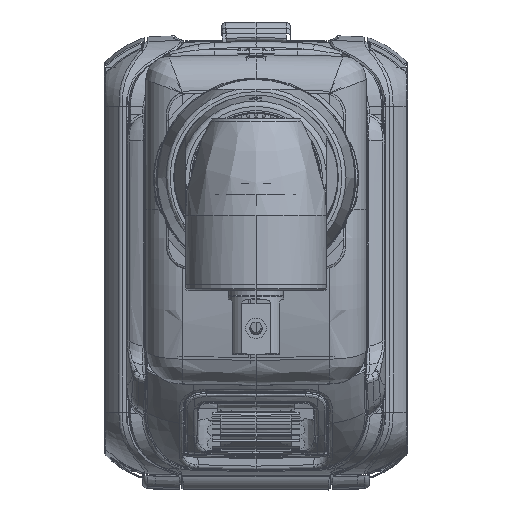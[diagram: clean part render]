
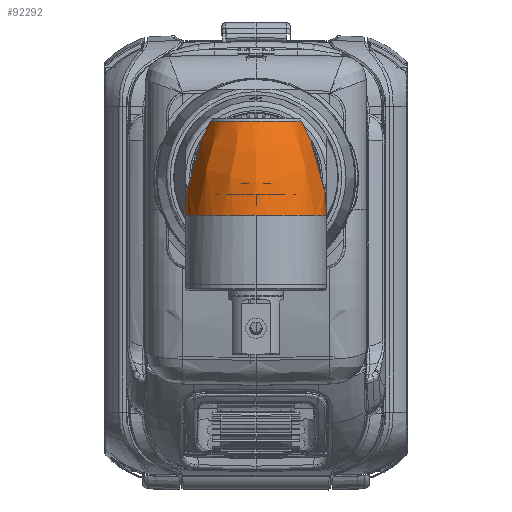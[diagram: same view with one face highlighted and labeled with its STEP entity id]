
A CAD part, top view. The second image highlights one B-rep face of the part: STEP entity #92292.
In plain terms, the highlighted free-form (B-spline) face has degree [3, 3] with [7, 4] control points.
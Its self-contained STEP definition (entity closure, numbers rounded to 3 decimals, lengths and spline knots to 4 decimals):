
#82832=CARTESIAN_POINT('',(0.,0.584,7.6767));
#82833=DIRECTION('',(0.,1.,0.));
#82834=DIRECTION('',(-0.738,0.,-0.675));
#82835=AXIS2_PLACEMENT_3D('',#82832,#82833,#82834);
#82842=CARTESIAN_POINT('',(0.,-0.416,7.6767));
#82843=DIRECTION('',(0.,1.,0.));
#82844=DIRECTION('',(0.,0.,1.));
#82845=AXIS2_PLACEMENT_3D('',#82842,#82843,#82844);
#82910=CARTESIAN_POINT('',(0.,-0.416,7.6767));
#82911=DIRECTION('',(0.,-1.,0.));
#82912=DIRECTION('',(0.,0.,1.));
#82913=AXIS2_PLACEMENT_3D('',#82910,#82911,#82912);
#83061=CARTESIAN_POINT('',(0.3583,0.584,
7.3487));
#83062=CARTESIAN_POINT('',(0.3843,0.5646,
7.3605));
#83063=CARTESIAN_POINT('',(0.4309,0.5243,
7.3845));
#83064=CARTESIAN_POINT('',(0.4858,0.4645,
7.4175));
#83065=CARTESIAN_POINT('',(0.5301,0.4057,
7.4465));
#83066=CARTESIAN_POINT('',(0.5655,0.3487,
7.4693));
#83067=CARTESIAN_POINT('',(0.5938,0.2936,
7.4849));
#83068=CARTESIAN_POINT('',(0.6179,0.2365,
7.4928));
#83069=CARTESIAN_POINT('',(0.6387,0.1734,
7.4902));
#83070=CARTESIAN_POINT('',(0.6546,0.1056,
7.4746));
#83071=CARTESIAN_POINT('',(0.6646,0.0344,
7.4474));
#83072=CARTESIAN_POINT('',(0.6682,-0.0423,
7.41));
#83073=CARTESIAN_POINT('',(0.6635,-0.1248,
7.3638));
#83074=CARTESIAN_POINT('',(0.6485,-0.2139,
7.3099));
#83075=CARTESIAN_POINT('',(0.6197,-0.3103,
7.2489));
#83076=CARTESIAN_POINT('',(0.5874,-0.3804,
7.2034));
#83077=CARTESIAN_POINT('',(0.567,-0.416,
7.18));
#83131=CARTESIAN_POINT('',(-0.567,-0.416,
7.18));
#83132=CARTESIAN_POINT('',(-0.5873,-0.3805,
7.2033));
#83133=CARTESIAN_POINT('',(-0.6195,-0.3108,
7.2486));
#83134=CARTESIAN_POINT('',(-0.6483,-0.2148,
7.3093));
#83135=CARTESIAN_POINT('',(-0.6634,-0.126,
7.3631));
#83136=CARTESIAN_POINT('',(-0.6681,-0.0439,
7.4091));
#83137=CARTESIAN_POINT('',(-0.6648,0.0325,
7.4466));
#83138=CARTESIAN_POINT('',(-0.655,0.1033,
7.4738));
#83139=CARTESIAN_POINT('',(-0.6394,0.1709,
7.4898));
#83140=CARTESIAN_POINT('',(-0.6187,0.2343,
7.4929));
#83141=CARTESIAN_POINT('',(-0.5946,0.2919,
7.4853));
#83142=CARTESIAN_POINT('',(-0.5662,0.3475,
7.4698));
#83143=CARTESIAN_POINT('',(-0.5308,0.4047,
7.4469));
#83144=CARTESIAN_POINT('',(-0.4864,0.4639,
7.4179));
#83145=CARTESIAN_POINT('',(-0.4313,0.5239,
7.3846));
#83146=CARTESIAN_POINT('',(-0.3845,0.5645,
7.3605));
#83147=CARTESIAN_POINT('',(-0.3583,0.584,
7.3487));
#90542=VERTEX_POINT('',#83061);
#90543=VERTEX_POINT('',#83077);
#90546=VERTEX_POINT('',#83131);
#90547=VERTEX_POINT('',#83147);
#90550=CARTESIAN_POINT('',(0.,-0.416,8.4305));
#90551=VERTEX_POINT('',#90550);
#92252=CARTESIAN_POINT('',(-0.5065,-0.4369,
7.1187));
#92253=CARTESIAN_POINT('',(-0.5091,-0.0694,
7.1158));
#92254=CARTESIAN_POINT('',(-0.4452,0.2857,
7.1863));
#92255=CARTESIAN_POINT('',(-0.3194,0.6021,
7.3248));
#92256=CARTESIAN_POINT('',(-1.1117,-0.4369,
7.6679));
#92257=CARTESIAN_POINT('',(-1.1174,-0.0694,
7.6679));
#92258=CARTESIAN_POINT('',(-0.977,0.2857,
7.669));
#92259=CARTESIAN_POINT('',(-0.701,0.6021,
7.6712));
#92260=CARTESIAN_POINT('',(-0.8173,-0.4369,
8.4303));
#92261=CARTESIAN_POINT('',(-0.8214,-0.0694,
8.4342));
#92262=CARTESIAN_POINT('',(-0.7183,0.2857,
8.3391));
#92263=CARTESIAN_POINT('',(-0.5154,0.6021,
8.1519));
#92264=CARTESIAN_POINT('',(0.,-0.4369,8.4303));
#92265=CARTESIAN_POINT('',(0.,-0.0694,8.4342));
#92266=CARTESIAN_POINT('',(0.,0.2857,8.3391));
#92267=CARTESIAN_POINT('',(0.,0.6021,8.1519));
#92268=CARTESIAN_POINT('',(0.8173,-0.4369,
8.4303));
#92269=CARTESIAN_POINT('',(0.8214,-0.0694,
8.4342));
#92270=CARTESIAN_POINT('',(0.7183,0.2857,
8.3391));
#92271=CARTESIAN_POINT('',(0.5154,0.6021,
8.1519));
#92272=CARTESIAN_POINT('',(1.1117,-0.4369,
7.6679));
#92273=CARTESIAN_POINT('',(1.1174,-0.0694,
7.6679));
#92274=CARTESIAN_POINT('',(0.977,0.2857,
7.669));
#92275=CARTESIAN_POINT('',(0.701,0.6021,
7.6712));
#92276=CARTESIAN_POINT('',(0.5065,-0.4369,
7.1187));
#92277=CARTESIAN_POINT('',(0.5091,-0.0694,
7.1158));
#92278=CARTESIAN_POINT('',(0.4452,0.2857,
7.1863));
#92279=CARTESIAN_POINT('',(0.3194,0.6021,
7.3248));
#92280=(BOUNDED_SURFACE()B_SPLINE_SURFACE(3,3,((#92252,#92253,#92254,#92255),(
#92256,#92257,#92258,#92259),(#92260,#92261,#92262,#92263),(#92264,#92265,
#92266,#92267),(#92268,#92269,#92270,#92271),(#92272,#92273,#92274,#92275),(
#92276,#92277,#92278,#92279)),.UNSPECIFIED.,.F.,.F.,.F.)B_SPLINE_SURFACE_WITH_KNOTS((4,3,4),(4,4),(0.,1.,2.),(0.,1.),.UNSPECIFIED.)GEOMETRIC_REPRESENTATION_ITEM()RATIONAL_B_SPLINE_SURFACE(((1.498,1.461,
1.461,1.498),(0.859,0.838,
0.838,0.859),(0.859,0.838,
0.838,0.859),(1.498,1.461,
1.461,1.498),(0.859,0.838,
0.838,0.859),(0.859,0.838,
0.838,0.859),(1.498,1.461,
1.461,1.498)))REPRESENTATION_ITEM('')SURFACE());
#92282=ORIENTED_EDGE('',*,*,#92281,.T.);
#92284=ORIENTED_EDGE('',*,*,#92283,.F.);
#92286=ORIENTED_EDGE('',*,*,#92285,.T.);
#92288=ORIENTED_EDGE('',*,*,#92287,.T.);
#92289=ORIENTED_EDGE('',*,*,#92245,.T.);
#92290=EDGE_LOOP('',(#92282,#92284,#92286,#92288,#92289));
#92291=FACE_OUTER_BOUND('',#92290,.F.);
#92292=ADVANCED_FACE('',(#92291),#92280,.T.);
#82836=CIRCLE('',#82835,0.4858);
#82846=CIRCLE('',#82845,0.7538);
#82914=CIRCLE('',#82913,0.7538);
#83078=B_SPLINE_CURVE_WITH_KNOTS('',3,(#83061,#83062,#83063,#83064,#83065,
#83066,#83067,#83068,#83069,#83070,#83071,#83072,#83073,#83074,#83075,#83076,
#83077),.UNSPECIFIED.,.F.,.F.,(4,1,1,1,1,1,1,1,1,1,1,1,1,1,4),(0.,
0.0714,0.1429,0.2143,0.2857,
0.3571,0.4286,0.5,0.5714,0.6429,
0.7143,0.7857,0.8571,0.9286,1.),
.UNSPECIFIED.);
#83148=B_SPLINE_CURVE_WITH_KNOTS('',3,(#83131,#83132,#83133,#83134,#83135,
#83136,#83137,#83138,#83139,#83140,#83141,#83142,#83143,#83144,#83145,#83146,
#83147),.UNSPECIFIED.,.F.,.F.,(4,1,1,1,1,1,1,1,1,1,1,1,1,1,4),(0.,
0.0714,0.1429,0.2143,0.2857,
0.3571,0.4286,0.5,0.5714,0.6429,
0.7143,0.7857,0.8571,0.9286,1.),
.UNSPECIFIED.);
#92245=EDGE_CURVE('',#90547,#90542,#82836,.T.);
#92281=EDGE_CURVE('',#90542,#90543,#83078,.T.);
#92283=EDGE_CURVE('',#90551,#90543,#82846,.T.);
#92285=EDGE_CURVE('',#90551,#90546,#82914,.T.);
#92287=EDGE_CURVE('',#90546,#90547,#83148,.T.);
